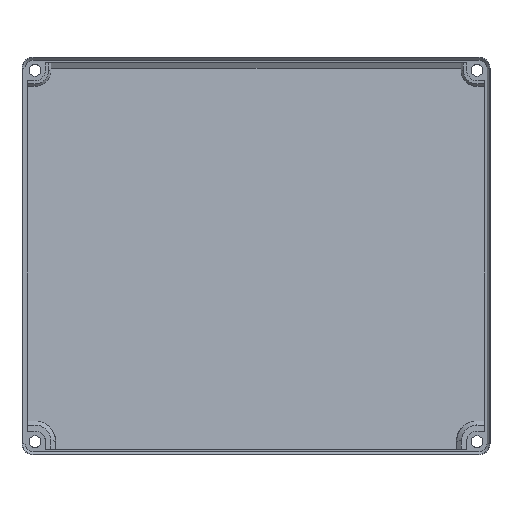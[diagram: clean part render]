
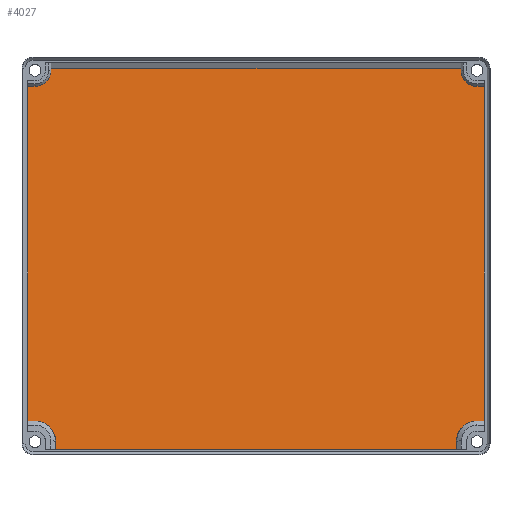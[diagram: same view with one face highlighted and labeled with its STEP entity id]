
A CAD part, top view. The second image highlights one B-rep face of the part: STEP entity #4027.
In plain terms, the highlighted planar face has unit normal (0, 0.087, 0.996).
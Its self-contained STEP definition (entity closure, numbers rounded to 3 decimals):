
#2852 = VERTEX_POINT('',#2853);
#2853 = CARTESIAN_POINT('',(109.275,83.91,-17.194));
#2859 = EDGE_CURVE('',#2852,#2860,#2862,.T.);
#2860 = VERTEX_POINT('',#2861);
#2861 = CARTESIAN_POINT('',(109.275,-6.424,-9.29));
#2862 = LINE('',#2863,#2864);
#2863 = CARTESIAN_POINT('',(109.275,88.711,-17.614));
#2864 = VECTOR('',#2865,1.);
#2865 = DIRECTION('',(0.,-0.996,0.087));
#3341 = VERTEX_POINT('',#3342);
#3342 = CARTESIAN_POINT('',(-14.025,-6.424,-9.29));
#3348 = EDGE_CURVE('',#3349,#3341,#3351,.T.);
#3349 = VERTEX_POINT('',#3350);
#3350 = CARTESIAN_POINT('',(-14.025,83.91,-17.194));
#3351 = LINE('',#3352,#3353);
#3352 = CARTESIAN_POINT('',(-14.025,38.471,-13.218));
#3353 = VECTOR('',#3354,1.);
#3354 = DIRECTION('',(0.,-0.996,0.087));
#3535 = VERTEX_POINT('',#3536);
#3536 = CARTESIAN_POINT('',(101.664,-14.025,-8.626));
#3542 = EDGE_CURVE('',#3535,#3543,#3545,.T.);
#3543 = VERTEX_POINT('',#3544);
#3544 = CARTESIAN_POINT('',(-6.414,-14.025,
    -8.626));
#3545 = LINE('',#3546,#3547);
#3546 = CARTESIAN_POINT('',(143.23,-14.025,-8.626));
#3547 = VECTOR('',#3548,1.);
#3548 = DIRECTION('',(-1.,0.,0.));
#3984 = EDGE_CURVE('',#3985,#2852,#3987,.T.);
#3985 = VERTEX_POINT('',#3986);
#3986 = CARTESIAN_POINT('',(107.26,83.91,
    -17.194));
#3987 = LINE('',#3988,#3989);
#3988 = CARTESIAN_POINT('',(144.373,83.91,
    -17.194));
#3989 = VECTOR('',#3990,1.);
#3990 = DIRECTION('',(1.,0.,0.));
#4010 = VERTEX_POINT('',#4011);
#4011 = CARTESIAN_POINT('',(107.26,-6.424,
    -9.29));
#4016 = EDGE_CURVE('',#4010,#2860,#4017,.T.);
#4017 = LINE('',#4018,#4019);
#4018 = CARTESIAN_POINT('',(142.973,-6.424,
    -9.29));
#4019 = VECTOR('',#4020,1.);
#4020 = DIRECTION('',(1.,0.,0.));
#4027 = ADVANCED_FACE('',(#4028),#4133,.T.);
#4028 = FACE_BOUND('',#4029,.T.);
#4029 = EDGE_LOOP('',(#4030,#4040,#4048,#4057,#4063,#4064,#4072,#4087,
    #4093,#4094,#4102,#4115,#4116,#4117,#4118,#4127));
#4030 = ORIENTED_EDGE('',*,*,#4031,.F.);
#4031 = EDGE_CURVE('',#4032,#4034,#4036,.T.);
#4032 = VERTEX_POINT('',#4033);
#4033 = CARTESIAN_POINT('',(-7.71,88.857,
    -17.627));
#4034 = VERTEX_POINT('',#4035);
#4035 = CARTESIAN_POINT('',(102.96,88.857,
    -17.627));
#4036 = LINE('',#4037,#4038);
#4037 = CARTESIAN_POINT('',(178.685,88.857,
    -17.627));
#4038 = VECTOR('',#4039,1.);
#4039 = DIRECTION('',(1.,0.,0.));
#4040 = ORIENTED_EDGE('',*,*,#4041,.T.);
#4041 = EDGE_CURVE('',#4032,#4042,#4044,.T.);
#4042 = VERTEX_POINT('',#4043);
#4043 = CARTESIAN_POINT('',(-7.71,88.21,
    -17.57));
#4044 = LINE('',#4045,#4046);
#4045 = CARTESIAN_POINT('',(-7.71,90.657,
    -17.784));
#4046 = VECTOR('',#4047,1.);
#4047 = DIRECTION('',(0.,-0.996,0.087));
#4048 = ORIENTED_EDGE('',*,*,#4049,.F.);
#4049 = EDGE_CURVE('',#4050,#4042,#4052,.T.);
#4050 = VERTEX_POINT('',#4051);
#4051 = CARTESIAN_POINT('',(-12.01,83.91,
    -17.194));
#4052 = ELLIPSE('',#4053,4.316,4.3);
#4053 = AXIS2_PLACEMENT_3D('',#4054,#4055,#4056);
#4054 = CARTESIAN_POINT('',(-12.01,88.21,
    -17.57));
#4055 = DIRECTION('',(0.,0.087,0.996));
#4056 = DIRECTION('',(0.,-0.996,0.087));
#4057 = ORIENTED_EDGE('',*,*,#4058,.T.);
#4058 = EDGE_CURVE('',#4050,#3349,#4059,.T.);
#4059 = LINE('',#4060,#4061);
#4060 = CARTESIAN_POINT('',(83.337,83.91,
    -17.194));
#4061 = VECTOR('',#4062,1.);
#4062 = DIRECTION('',(-1.,0.,0.));
#4063 = ORIENTED_EDGE('',*,*,#3348,.T.);
#4064 = ORIENTED_EDGE('',*,*,#4065,.T.);
#4065 = EDGE_CURVE('',#3341,#4066,#4068,.T.);
#4066 = VERTEX_POINT('',#4067);
#4067 = CARTESIAN_POINT('',(-12.01,-6.424,
    -9.29));
#4068 = LINE('',#4069,#4070);
#4069 = CARTESIAN_POINT('',(81.937,-6.424,
    -9.29));
#4070 = VECTOR('',#4071,1.);
#4071 = DIRECTION('',(1.,0.,0.));
#4072 = ORIENTED_EDGE('',*,*,#4073,.T.);
#4073 = EDGE_CURVE('',#4066,#4074,#4076,.T.);
#4074 = VERTEX_POINT('',#4075);
#4075 = CARTESIAN_POINT('',(-6.414,-12.01,
    -8.802));
#4076 = B_SPLINE_CURVE_WITH_KNOTS('',9,(#4077,#4078,#4079,#4080,#4081,
    #4082,#4083,#4084,#4085,#4086),.UNSPECIFIED.,.F.,.F.,(10,10),(
    3.142,4.712),.PIECEWISE_BEZIER_KNOTS.);
#4077 = CARTESIAN_POINT('',(-12.01,-6.424,
    -9.29));
#4078 = CARTESIAN_POINT('',(-11.032,-6.424,
    -9.29));
#4079 = CARTESIAN_POINT('',(-10.053,-6.616,
    -9.274));
#4080 = CARTESIAN_POINT('',(-9.118,-7.001,
    -9.24));
#4081 = CARTESIAN_POINT('',(-8.27,-7.565,
    -9.191));
#4082 = CARTESIAN_POINT('',(-7.549,-8.287,
    -9.127));
#4083 = CARTESIAN_POINT('',(-6.987,-9.133,
    -9.053));
#4084 = CARTESIAN_POINT('',(-6.605,-10.064,
    -8.972));
#4085 = CARTESIAN_POINT('',(-6.414,-11.037,
    -8.887));
#4086 = CARTESIAN_POINT('',(-6.414,-12.01,
    -8.802));
#4087 = ORIENTED_EDGE('',*,*,#4088,.T.);
#4088 = EDGE_CURVE('',#4074,#3543,#4089,.T.);
#4089 = LINE('',#4090,#4091);
#4090 = CARTESIAN_POINT('',(-6.414,38.726,
    -13.241));
#4091 = VECTOR('',#4092,1.);
#4092 = DIRECTION('',(0.,-0.996,0.087));
#4093 = ORIENTED_EDGE('',*,*,#3542,.F.);
#4094 = ORIENTED_EDGE('',*,*,#4095,.T.);
#4095 = EDGE_CURVE('',#3535,#4096,#4098,.T.);
#4096 = VERTEX_POINT('',#4097);
#4097 = CARTESIAN_POINT('',(101.664,-12.01,
    -8.802));
#4098 = LINE('',#4099,#4100);
#4099 = CARTESIAN_POINT('',(101.664,37.337,
    -13.119));
#4100 = VECTOR('',#4101,1.);
#4101 = DIRECTION('',(0.,0.996,-0.087));
#4102 = ORIENTED_EDGE('',*,*,#4103,.T.);
#4103 = EDGE_CURVE('',#4096,#4010,#4104,.T.);
#4104 = B_SPLINE_CURVE_WITH_KNOTS('',9,(#4105,#4106,#4107,#4108,#4109,
    #4110,#4111,#4112,#4113,#4114),.UNSPECIFIED.,.F.,.F.,(10,10),(
    1.571,3.142),.PIECEWISE_BEZIER_KNOTS.);
#4105 = CARTESIAN_POINT('',(101.664,-12.01,
    -8.802));
#4106 = CARTESIAN_POINT('',(101.664,-11.037,
    -8.887));
#4107 = CARTESIAN_POINT('',(101.855,-10.064,
    -8.972));
#4108 = CARTESIAN_POINT('',(102.237,-9.133,
    -9.053));
#4109 = CARTESIAN_POINT('',(102.799,-8.287,
    -9.127));
#4110 = CARTESIAN_POINT('',(103.52,-7.565,
    -9.191));
#4111 = CARTESIAN_POINT('',(104.368,-7.001,
    -9.24));
#4112 = CARTESIAN_POINT('',(105.303,-6.616,
    -9.274));
#4113 = CARTESIAN_POINT('',(106.282,-6.424,
    -9.29));
#4114 = CARTESIAN_POINT('',(107.26,-6.424,
    -9.29));
#4115 = ORIENTED_EDGE('',*,*,#4016,.T.);
#4116 = ORIENTED_EDGE('',*,*,#2859,.F.);
#4117 = ORIENTED_EDGE('',*,*,#3984,.F.);
#4118 = ORIENTED_EDGE('',*,*,#4119,.F.);
#4119 = EDGE_CURVE('',#4120,#3985,#4122,.T.);
#4120 = VERTEX_POINT('',#4121);
#4121 = CARTESIAN_POINT('',(102.96,88.21,
    -17.57));
#4122 = ELLIPSE('',#4123,4.316,4.3);
#4123 = AXIS2_PLACEMENT_3D('',#4124,#4125,#4126);
#4124 = CARTESIAN_POINT('',(107.26,88.21,
    -17.57));
#4125 = DIRECTION('',(0.,0.087,0.996));
#4126 = DIRECTION('',(0.,-0.996,0.087));
#4127 = ORIENTED_EDGE('',*,*,#4128,.F.);
#4128 = EDGE_CURVE('',#4034,#4120,#4129,.T.);
#4129 = LINE('',#4130,#4131);
#4130 = CARTESIAN_POINT('',(102.96,89.267,
    -17.662));
#4131 = VECTOR('',#4132,1.);
#4132 = DIRECTION('',(0.,-0.996,0.087));
#4133 = PLANE('',#4134);
#4134 = AXIS2_PLACEMENT_3D('',#4135,#4136,#4137);
#4135 = CARTESIAN_POINT('',(178.685,90.226,
    -17.746));
#4136 = DIRECTION('',(0.,0.087,0.996));
#4137 = DIRECTION('',(0.,-0.996,0.087));
